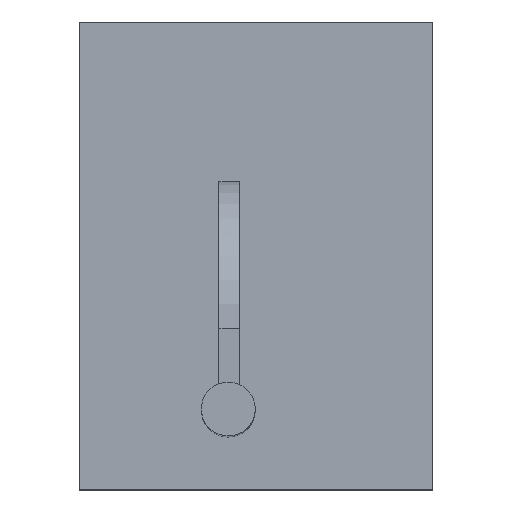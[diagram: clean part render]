
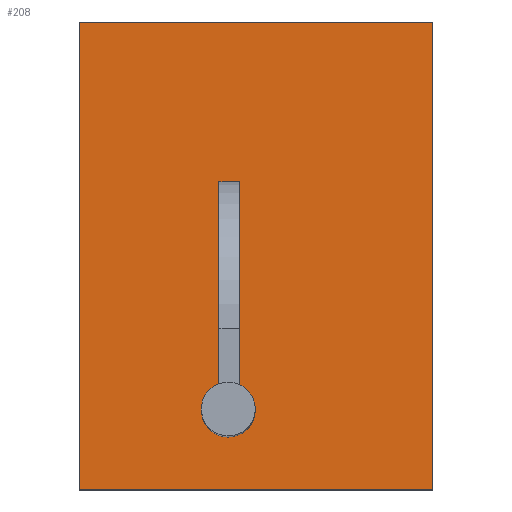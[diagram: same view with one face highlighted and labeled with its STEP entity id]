
A CAD part, top view. The second image highlights one B-rep face of the part: STEP entity #208.
In plain terms, the highlighted planar face has unit normal (0, 0, 1).
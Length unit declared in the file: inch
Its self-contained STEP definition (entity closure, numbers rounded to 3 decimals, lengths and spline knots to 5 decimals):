
#19=FACE_BOUND('',#47,.T.);
#23=PLANE('',#245);
#34=FACE_OUTER_BOUND('',#46,.T.);
#46=EDGE_LOOP('',(#164,#165,#166,#167));
#47=EDGE_LOOP('',(#168,#169,#170,#171,#172));
#56=LINE('',#324,#77);
#59=LINE('',#333,#80);
#62=LINE('',#338,#83);
#63=LINE('',#342,#84);
#64=LINE('',#344,#85);
#65=LINE('',#346,#86);
#66=LINE('',#347,#87);
#77=VECTOR('',#265,0.3937);
#80=VECTOR('',#274,0.3937);
#83=VECTOR('',#279,0.3937);
#84=VECTOR('',#282,0.3937);
#85=VECTOR('',#283,0.3937);
#86=VECTOR('',#284,0.3937);
#87=VECTOR('',#285,0.3937);
#100=CIRCLE('',#246,0.02299);
#101=CIRCLE('',#247,0.02299);
#103=VERTEX_POINT('',#317);
#106=VERTEX_POINT('',#322);
#109=VERTEX_POINT('',#332);
#110=VERTEX_POINT('',#336);
#111=VERTEX_POINT('',#340);
#112=VERTEX_POINT('',#341);
#113=VERTEX_POINT('',#343);
#114=VERTEX_POINT('',#345);
#115=VERTEX_POINT('',#348);
#124=EDGE_CURVE('',#103,#106,#56,.T.);
#128=EDGE_CURVE('',#109,#103,#59,.T.);
#131=EDGE_CURVE('',#106,#110,#62,.T.);
#132=EDGE_CURVE('',#111,#112,#63,.T.);
#133=EDGE_CURVE('',#112,#113,#64,.T.);
#134=EDGE_CURVE('',#113,#114,#65,.T.);
#135=EDGE_CURVE('',#114,#111,#66,.T.);
#136=EDGE_CURVE('',#110,#115,#100,.T.);
#137=EDGE_CURVE('',#115,#109,#101,.T.);
#164=ORIENTED_EDGE('',*,*,#132,.T.);
#165=ORIENTED_EDGE('',*,*,#133,.T.);
#166=ORIENTED_EDGE('',*,*,#134,.T.);
#167=ORIENTED_EDGE('',*,*,#135,.T.);
#168=ORIENTED_EDGE('',*,*,#128,.T.);
#169=ORIENTED_EDGE('',*,*,#124,.T.);
#170=ORIENTED_EDGE('',*,*,#131,.T.);
#171=ORIENTED_EDGE('',*,*,#136,.T.);
#172=ORIENTED_EDGE('',*,*,#137,.T.);
#208=ADVANCED_FACE('',(#34,#19),#23,.T.);
#245=AXIS2_PLACEMENT_3D('',#339,#280,#281);
#246=AXIS2_PLACEMENT_3D('',#349,#286,#287);
#247=AXIS2_PLACEMENT_3D('',#350,#288,#289);
#265=DIRECTION('',(1.,0.,0.));
#274=DIRECTION('',(0.,1.,0.));
#279=DIRECTION('',(0.,-1.,0.));
#280=DIRECTION('center_axis',(0.,0.,1.));
#281=DIRECTION('ref_axis',(1.,0.,0.));
#282=DIRECTION('',(0.,1.,0.));
#283=DIRECTION('',(-1.,0.,0.));
#284=DIRECTION('',(0.,-1.,0.));
#285=DIRECTION('',(1.,0.,0.));
#286=DIRECTION('center_axis',(0.,0.,-1.));
#287=DIRECTION('ref_axis',(1.,0.,0.));
#288=DIRECTION('center_axis',(0.,0.,-1.));
#289=DIRECTION('ref_axis',(1.,0.,0.));
#317=CARTESIAN_POINT('',(2.09354,2.46377,0.125));
#322=CARTESIAN_POINT('',(2.11082,2.46377,0.125));
#324=CARTESIAN_POINT('',(2.11798,2.46377,0.125));
#332=CARTESIAN_POINT('',(2.09354,2.29078,0.125));
#333=CARTESIAN_POINT('',(2.09354,2.43226,0.125));
#336=CARTESIAN_POINT('',(2.11082,2.2902,0.125));
#338=CARTESIAN_POINT('',(2.11082,2.34548,0.125));
#339=CARTESIAN_POINT('Origin',(2.12513,2.40076,0.125));
#340=CARTESIAN_POINT('',(2.27586,2.2013,0.125));
#341=CARTESIAN_POINT('',(2.27586,2.60022,0.125));
#342=CARTESIAN_POINT('',(2.27586,2.2013,0.125));
#343=CARTESIAN_POINT('',(1.97441,2.60022,0.125));
#344=CARTESIAN_POINT('',(2.27586,2.60022,0.125));
#345=CARTESIAN_POINT('',(1.97441,2.2013,0.125));
#346=CARTESIAN_POINT('',(1.97441,2.60022,0.125));
#347=CARTESIAN_POINT('',(1.97441,2.2013,0.125));
#348=CARTESIAN_POINT('',(2.07849,2.2692,0.125));
#349=CARTESIAN_POINT('Origin',(2.10148,2.2692,0.125));
#350=CARTESIAN_POINT('Origin',(2.10148,2.2692,0.125));
